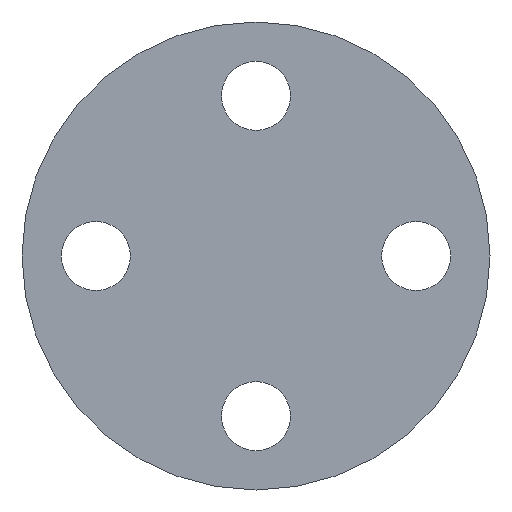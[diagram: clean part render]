
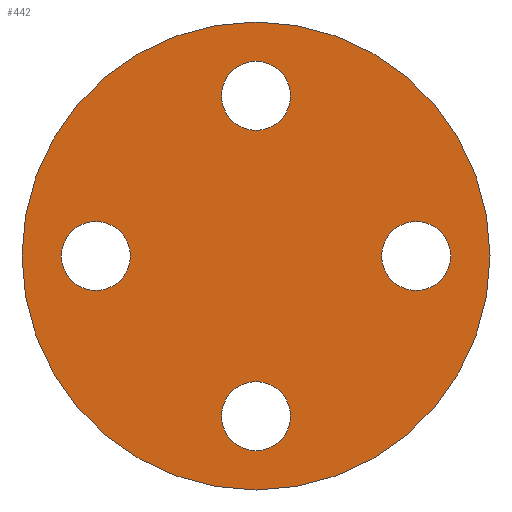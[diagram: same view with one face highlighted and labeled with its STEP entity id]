
A CAD part, front view. The second image highlights one B-rep face of the part: STEP entity #442.
In plain terms, the highlighted planar face has unit normal (0, -1, 0).
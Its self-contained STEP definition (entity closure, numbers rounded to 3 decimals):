
#12 = CARTESIAN_POINT ( 'NONE',  ( 0., 0., -25.5 ) ) ;
#15 = CARTESIAN_POINT ( 'NONE',  ( 0., 0., -32.5 ) ) ;
#16 = FACE_BOUND ( 'NONE', #333, .T. ) ;
#22 = CARTESIAN_POINT ( 'NONE',  ( 0., 0., 32.5 ) ) ;
#28 = VERTEX_POINT ( 'NONE', #213 ) ;
#30 = ORIENTED_EDGE ( 'NONE', *, *, #251, .T. ) ;
#42 = DIRECTION ( 'NONE',  ( 0., 1., 0. ) ) ;
#43 = DIRECTION ( 'NONE',  ( 0., 1., 0. ) ) ;
#44 = EDGE_CURVE ( 'NONE', #28, #295, #418, .T. ) ;
#47 = DIRECTION ( 'NONE',  ( 0., 0., 1. ) ) ;
#54 = DIRECTION ( 'NONE',  ( 0., 0., 1. ) ) ;
#55 = VERTEX_POINT ( 'NONE', #151 ) ;
#56 = CARTESIAN_POINT ( 'NONE',  ( 32.5, 0., 0. ) ) ;
#67 = AXIS2_PLACEMENT_3D ( 'NONE', #387, #275, #54 ) ;
#78 = CARTESIAN_POINT ( 'NONE',  ( 0., 0., 0. ) ) ;
#83 = DIRECTION ( 'NONE',  ( 0., 1., 0. ) ) ;
#84 = FACE_OUTER_BOUND ( 'NONE', #368, .T. ) ;
#86 = PLANE ( 'NONE',  #236 ) ;
#89 = CARTESIAN_POINT ( 'NONE',  ( -25.5, 0., 0. ) ) ;
#95 = DIRECTION ( 'NONE',  ( 1., 0., 0. ) ) ;
#104 = VERTEX_POINT ( 'NONE', #382 ) ;
#105 = ORIENTED_EDGE ( 'NONE', *, *, #379, .T. ) ;
#110 = CIRCLE ( 'NONE', #221, 7. ) ;
#114 = CARTESIAN_POINT ( 'NONE',  ( 25.5, 0., 0. ) ) ;
#127 = ORIENTED_EDGE ( 'NONE', *, *, #44, .F. ) ;
#135 = ORIENTED_EDGE ( 'NONE', *, *, #237, .T. ) ;
#137 = CIRCLE ( 'NONE', #369, 7. ) ;
#140 = CIRCLE ( 'NONE', #67, 7. ) ;
#144 = ORIENTED_EDGE ( 'NONE', *, *, #190, .T. ) ;
#151 = CARTESIAN_POINT ( 'NONE',  ( 39.5, 0., 0. ) ) ;
#163 = CARTESIAN_POINT ( 'NONE',  ( 0., 0., 0. ) ) ;
#172 = VERTEX_POINT ( 'NONE', #12 ) ;
#173 = CIRCLE ( 'NONE', #441, 7. ) ;
#175 = ORIENTED_EDGE ( 'NONE', *, *, #268, .T. ) ;
#178 = ORIENTED_EDGE ( 'NONE', *, *, #378, .T. ) ;
#179 = CIRCLE ( 'NONE', #196, 7. ) ;
#181 = DIRECTION ( 'NONE',  ( 0., 0., -1. ) ) ;
#186 = CARTESIAN_POINT ( 'NONE',  ( 0., 0., 32.5 ) ) ;
#190 = EDGE_CURVE ( 'NONE', #204, #257, #137, .T. ) ;
#191 = DIRECTION ( 'NONE',  ( -1., 0., 0. ) ) ;
#194 = DIRECTION ( 'NONE',  ( 0., 1., 0. ) ) ;
#196 = AXIS2_PLACEMENT_3D ( 'NONE', #200, #281, #95 ) ;
#197 = DIRECTION ( 'NONE',  ( 1., 0., 0. ) ) ;
#198 = DIRECTION ( 'NONE',  ( 0., 0., 1. ) ) ;
#200 = CARTESIAN_POINT ( 'NONE',  ( -32.5, 0., 0. ) ) ;
#204 = VERTEX_POINT ( 'NONE', #451 ) ;
#206 = DIRECTION ( 'NONE',  ( 0., 1., 0. ) ) ;
#213 = CARTESIAN_POINT ( 'NONE',  ( 0., 0., 47.5 ) ) ;
#214 = EDGE_CURVE ( 'NONE', #55, #276, #391, .T. ) ;
#215 = CIRCLE ( 'NONE', #301, 47.5 ) ;
#221 = AXIS2_PLACEMENT_3D ( 'NONE', #455, #206, #197 ) ;
#230 = FACE_BOUND ( 'NONE', #435, .T. ) ;
#234 = CARTESIAN_POINT ( 'NONE',  ( 0., 0., 0. ) ) ;
#235 = DIRECTION ( 'NONE',  ( 0., 1., 0. ) ) ;
#236 = AXIS2_PLACEMENT_3D ( 'NONE', #234, #43, #198 ) ;
#237 = EDGE_CURVE ( 'NONE', #429, #104, #110, .T. ) ;
#238 = DIRECTION ( 'NONE',  ( 0., 1., 0. ) ) ;
#239 = ORIENTED_EDGE ( 'NONE', *, *, #386, .T. ) ;
#242 = EDGE_LOOP ( 'NONE', ( #239, #178 ) ) ;
#251 = EDGE_CURVE ( 'NONE', #104, #429, #179, .T. ) ;
#257 = VERTEX_POINT ( 'NONE', #358 ) ;
#258 = CIRCLE ( 'NONE', #277, 7. ) ;
#265 = CARTESIAN_POINT ( 'NONE',  ( 0., 0., -39.5 ) ) ;
#268 = EDGE_CURVE ( 'NONE', #257, #204, #323, .T. ) ;
#270 = DIRECTION ( 'NONE',  ( -1., 0., 0. ) ) ;
#274 = EDGE_LOOP ( 'NONE', ( #135, #30 ) ) ;
#275 = DIRECTION ( 'NONE',  ( 0., 1., 0. ) ) ;
#276 = VERTEX_POINT ( 'NONE', #114 ) ;
#277 = AXIS2_PLACEMENT_3D ( 'NONE', #15, #238, #47 ) ;
#281 = DIRECTION ( 'NONE',  ( 0., 1., 0. ) ) ;
#284 = AXIS2_PLACEMENT_3D ( 'NONE', #22, #311, #181 ) ;
#295 = VERTEX_POINT ( 'NONE', #377 ) ;
#299 = DIRECTION ( 'NONE',  ( 0., 0., -1. ) ) ;
#301 = AXIS2_PLACEMENT_3D ( 'NONE', #163, #83, #456 ) ;
#311 = DIRECTION ( 'NONE',  ( 0., 1., 0. ) ) ;
#321 = VERTEX_POINT ( 'NONE', #265 ) ;
#323 = CIRCLE ( 'NONE', #284, 7. ) ;
#333 = EDGE_LOOP ( 'NONE', ( #105, #470 ) ) ;
#341 = DIRECTION ( 'NONE',  ( 0., 0., 1. ) ) ;
#357 = EDGE_CURVE ( 'NONE', #295, #28, #215, .T. ) ;
#358 = CARTESIAN_POINT ( 'NONE',  ( 0., 0., 25.5 ) ) ;
#368 = EDGE_LOOP ( 'NONE', ( #436, #127 ) ) ;
#369 = AXIS2_PLACEMENT_3D ( 'NONE', #186, #42, #299 ) ;
#377 = CARTESIAN_POINT ( 'NONE',  ( 0., 0., -47.5 ) ) ;
#378 = EDGE_CURVE ( 'NONE', #321, #172, #258, .T. ) ;
#379 = EDGE_CURVE ( 'NONE', #276, #55, #173, .T. ) ;
#381 = FACE_BOUND ( 'NONE', #242, .T. ) ;
#382 = CARTESIAN_POINT ( 'NONE',  ( -39.5, 0., 0. ) ) ;
#384 = FACE_BOUND ( 'NONE', #274, .T. ) ;
#386 = EDGE_CURVE ( 'NONE', #172, #321, #140, .T. ) ;
#387 = CARTESIAN_POINT ( 'NONE',  ( 0., 0., -32.5 ) ) ;
#391 = CIRCLE ( 'NONE', #402, 7. ) ;
#402 = AXIS2_PLACEMENT_3D ( 'NONE', #406, #440, #191 ) ;
#406 = CARTESIAN_POINT ( 'NONE',  ( 32.5, 0., 0. ) ) ;
#418 = CIRCLE ( 'NONE', #466, 47.5 ) ;
#429 = VERTEX_POINT ( 'NONE', #89 ) ;
#435 = EDGE_LOOP ( 'NONE', ( #175, #144 ) ) ;
#436 = ORIENTED_EDGE ( 'NONE', *, *, #357, .F. ) ;
#440 = DIRECTION ( 'NONE',  ( 0., 1., 0. ) ) ;
#441 = AXIS2_PLACEMENT_3D ( 'NONE', #56, #235, #270 ) ;
#442 = ADVANCED_FACE ( 'NONE', ( #384, #230, #16, #381, #84 ), #86, .F. ) ;
#451 = CARTESIAN_POINT ( 'NONE',  ( 0., 0., 39.5 ) ) ;
#455 = CARTESIAN_POINT ( 'NONE',  ( -32.5, 0., 0. ) ) ;
#456 = DIRECTION ( 'NONE',  ( 0., 0., 1. ) ) ;
#466 = AXIS2_PLACEMENT_3D ( 'NONE', #78, #194, #341 ) ;
#470 = ORIENTED_EDGE ( 'NONE', *, *, #214, .T. ) ;
